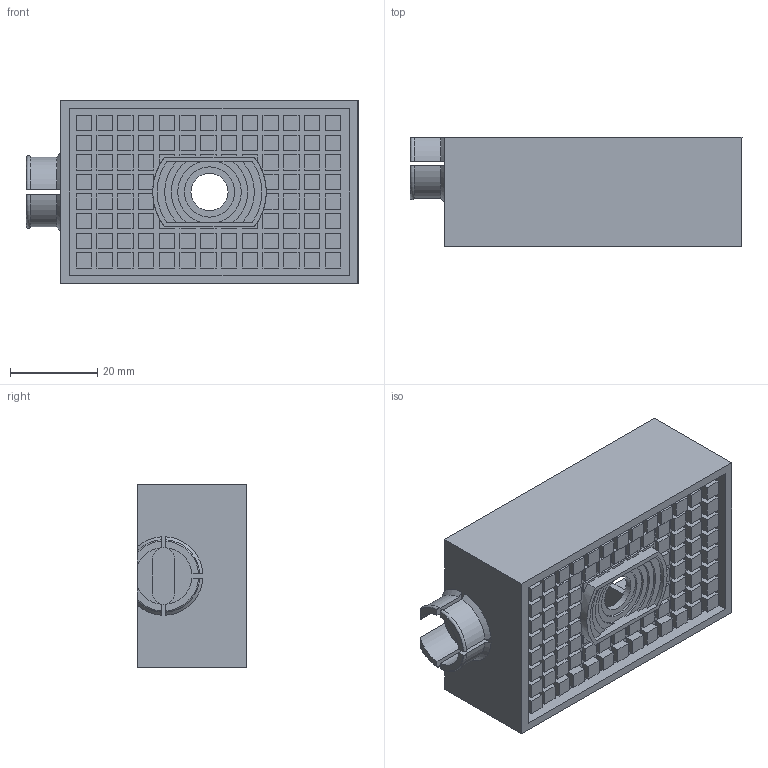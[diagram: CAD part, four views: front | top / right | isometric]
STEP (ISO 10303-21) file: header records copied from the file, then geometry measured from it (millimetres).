
FILE_DESCRIPTION(/* description */ (''),/* implementation_level */ '2;1');
FILE_NAME(/* name */ 'Main holder Tilt v6.step',/* time_stamp */ '2024-05-08T20:37:55-06:00',/* author */ (''),/* organization */ (''),/* preprocessor_version */ 'ST-DEVELOPER v20',/* originating_system */ 'Autodesk Translation Framework v12.20.1.177',/* authorisation */ '');
FILE_SCHEMA (('AUTOMOTIVE_DESIGN { 1 0 10303 214 3 1 1 }'));
Length unit declared in the file: millimetre
Products named in the file (1): Main holder Tilt
Bounding box: 76 x 25 x 42 mm (x, y, z)
Volume: 19319.1 mm3; surface area: 22181.8 mm2
Topology: 1 solids, 1 shells, 607 faces, 1520 edges, 1009 vertices
Faces by surface type: plane 534, cylinder 59, torus 10, cone 4
Full cylindrical faces by diameter (mm): 3 x6, 6 x2, 8.5 x1, 10.5 x1, 11.5 x1
Entity records: 18093 total; most frequent: CARTESIAN_POINT 3414, ORIENTED_EDGE 3040, DIRECTION 2827, EDGE_CURVE 1520, LINE 1363, VECTOR 1363, VERTEX_POINT 1009, AXIS2_PLACEMENT_3D 732
